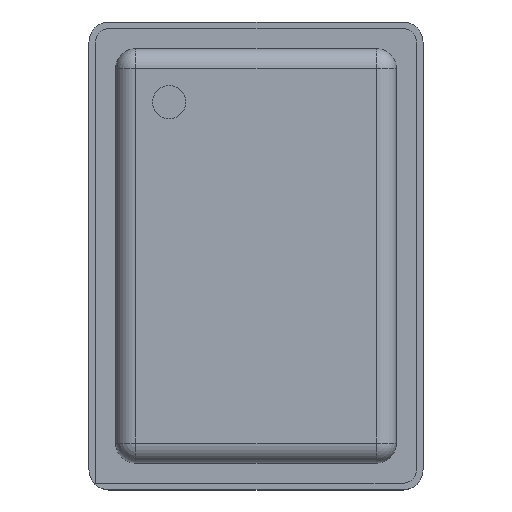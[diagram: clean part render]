
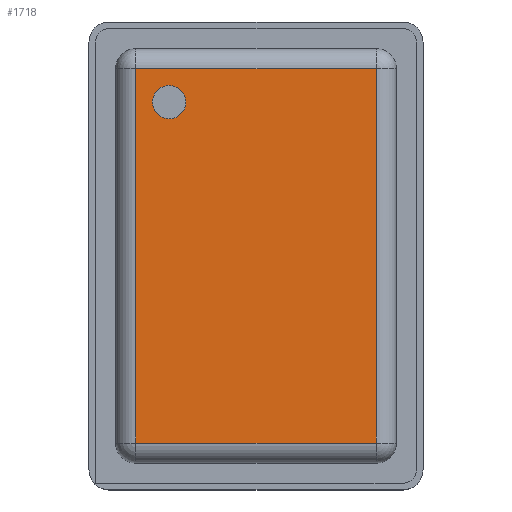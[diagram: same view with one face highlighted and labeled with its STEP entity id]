
A CAD part, top view. The second image highlights one B-rep face of the part: STEP entity #1718.
In plain terms, the highlighted planar face has unit normal (0, 0, 1).
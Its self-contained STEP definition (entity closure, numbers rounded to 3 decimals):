
#1301=CARTESIAN_POINT('',(-1.05,2.3,1.8));
#1302=VERTEX_POINT('',#1301);
#1318=CARTESIAN_POINT('',(-1.55,2.3,1.8));
#1319=VERTEX_POINT('',#1318);
#1326=CARTESIAN_POINT('',(-1.3,2.3,1.8));
#1327=DIRECTION('',(0.0,0.0,-1.0));
#1328=DIRECTION('',(1.0,0.0,0.0));
#1329=AXIS2_PLACEMENT_3D('',#1326,#1327,#1328);
#1330=CIRCLE('',#1329,0.25);
#1331=EDGE_CURVE('',#1302,#1319,#1330,.T.);
#1342=CARTESIAN_POINT('',(-1.3,2.3,1.8));
#1343=DIRECTION('',(0.0,0.0,-1.0));
#1344=DIRECTION('',(1.0,0.0,0.0));
#1345=AXIS2_PLACEMENT_3D('',#1342,#1343,#1344);
#1346=CIRCLE('',#1345,0.25);
#1347=EDGE_CURVE('',#1319,#1302,#1346,.T.);
#1377=CARTESIAN_POINT('',(-1.8,-2.8,1.8));
#1378=VERTEX_POINT('',#1377);
#1386=CARTESIAN_POINT('',(-1.8,2.8,1.8));
#1387=VERTEX_POINT('',#1386);
#1388=CARTESIAN_POINT('',(-1.8,-2.8,1.8));
#1389=DIRECTION('',(0.0,1.0,0.0));
#1390=VECTOR('',#1389,5.6);
#1391=LINE('',#1388,#1390);
#1392=EDGE_CURVE('',#1378,#1387,#1391,.T.);
#1426=CARTESIAN_POINT('',(1.8,2.8,1.8));
#1427=VERTEX_POINT('',#1426);
#1428=CARTESIAN_POINT('',(-1.8,2.8,1.8));
#1429=DIRECTION('',(1.0,0.0,0.0));
#1430=VECTOR('',#1429,3.6);
#1431=LINE('',#1428,#1430);
#1432=EDGE_CURVE('',#1387,#1427,#1431,.T.);
#1466=CARTESIAN_POINT('',(1.8,-2.8,1.8));
#1467=VERTEX_POINT('',#1466);
#1468=CARTESIAN_POINT('',(1.8,2.8,1.8));
#1469=DIRECTION('',(0.0,-1.0,0.0));
#1470=VECTOR('',#1469,5.6);
#1471=LINE('',#1468,#1470);
#1472=EDGE_CURVE('',#1427,#1467,#1471,.T.);
#1523=CARTESIAN_POINT('',(1.8,-2.8,1.8));
#1524=DIRECTION('',(-1.0,0.0,0.0));
#1525=VECTOR('',#1524,3.6);
#1526=LINE('',#1523,#1525);
#1527=EDGE_CURVE('',#1467,#1378,#1526,.T.);
#1703=CARTESIAN_POINT('',(0.,0.,1.8));
#1704=DIRECTION('',(0.0,0.0,1.0));
#1705=DIRECTION('',(0.0,1.0,0.0));
#1706=AXIS2_PLACEMENT_3D('',#1703,#1704,#1705);
#1707=PLANE('',#1706);
#1708=ORIENTED_EDGE('',*,*,#1392,.F.);
#1709=ORIENTED_EDGE('',*,*,#1527,.F.);
#1710=ORIENTED_EDGE('',*,*,#1472,.F.);
#1711=ORIENTED_EDGE('',*,*,#1432,.F.);
#1712=EDGE_LOOP('',(#1708,#1709,#1710,#1711));
#1713=FACE_OUTER_BOUND('',#1712,.T.);
#1714=ORIENTED_EDGE('',*,*,#1331,.T.);
#1715=ORIENTED_EDGE('',*,*,#1347,.T.);
#1716=EDGE_LOOP('',(#1714,#1715));
#1717=FACE_BOUND('',#1716,.T.);
#1718=ADVANCED_FACE('',(#1713,#1717),#1707,.T.);
